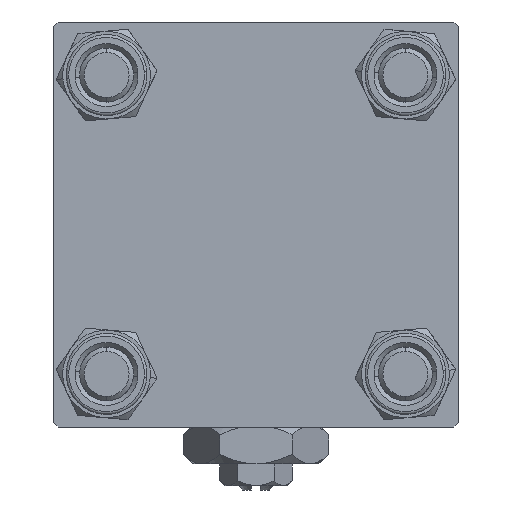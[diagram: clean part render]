
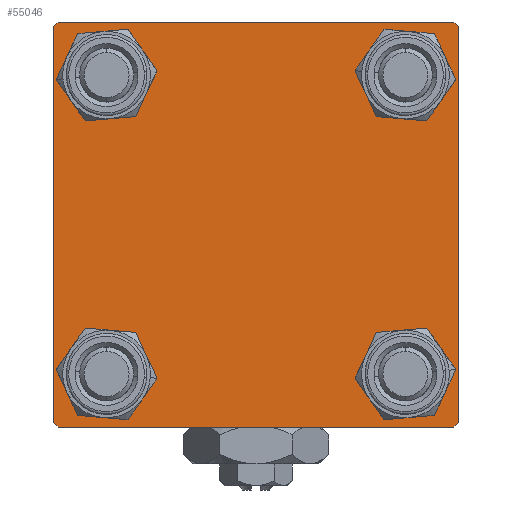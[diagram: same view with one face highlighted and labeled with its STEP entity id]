
A CAD part, left-side view. The second image highlights one B-rep face of the part: STEP entity #55046.
In plain terms, the highlighted planar face has unit normal (-1, 0, 0).
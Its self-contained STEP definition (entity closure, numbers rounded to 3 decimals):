
#889 = ORIENTED_EDGE ( 'NONE', *, *, #46094, .T. ) ;
#1087 = CARTESIAN_POINT ( 'NONE',  ( 0., -16.6, 16.6 ) ) ;
#1293 = EDGE_LOOP ( 'NONE', ( #51014, #49394 ) ) ;
#1997 = VERTEX_POINT ( 'NONE', #33306 ) ;
#2181 = CARTESIAN_POINT ( 'NONE',  ( 0., -16.6, -16.6 ) ) ;
#2217 = CARTESIAN_POINT ( 'NONE',  ( 0., 22.5, 22.5 ) ) ;
#2360 = EDGE_CURVE ( 'NONE', #15668, #56965, #39784, .T. ) ;
#2485 = DIRECTION ( 'NONE',  ( 1., 0., 0. ) ) ;
#2560 = DIRECTION ( 'NONE',  ( 0., 0.707, -0.707 ) ) ;
#2670 = AXIS2_PLACEMENT_3D ( 'NONE', #34129, #26514, #13427 ) ;
#2980 = EDGE_CURVE ( 'NONE', #54716, #39545, #32707, .T. ) ;
#3222 = ORIENTED_EDGE ( 'NONE', *, *, #5377, .T. ) ;
#3337 = ORIENTED_EDGE ( 'NONE', *, *, #18085, .F. ) ;
#3718 = CARTESIAN_POINT ( 'NONE',  ( 0., 22.5, -22.5 ) ) ;
#3820 = CARTESIAN_POINT ( 'NONE',  ( 0., 16.6, -16.6 ) ) ;
#4717 = DIRECTION ( 'NONE',  ( 1., 0., 0. ) ) ;
#4893 = LINE ( 'NONE', #55582, #7057 ) ;
#5377 = EDGE_CURVE ( 'NONE', #56965, #21337, #45309, .T. ) ;
#5977 = DIRECTION ( 'NONE',  ( 0., 0., -1. ) ) ;
#6325 = CARTESIAN_POINT ( 'NONE',  ( 0., -22.25, 22.25 ) ) ;
#7057 = VECTOR ( 'NONE', #51340, 1000. ) ;
#7849 = CIRCLE ( 'NONE', #35040, 3.5 ) ;
#7878 = CARTESIAN_POINT ( 'NONE',  ( 0., -16.6, -13.1 ) ) ;
#7969 = CARTESIAN_POINT ( 'NONE',  ( 0., 16.6, 20.1 ) ) ;
#8220 = CARTESIAN_POINT ( 'NONE',  ( 0., -22.5, 22. ) ) ;
#8320 = DIRECTION ( 'NONE',  ( 0., 0., -1. ) ) ;
#9289 = CARTESIAN_POINT ( 'NONE',  ( 0., -16.6, 16.6 ) ) ;
#9414 = CARTESIAN_POINT ( 'NONE',  ( 0., 16.6, -13.1 ) ) ;
#9605 = EDGE_CURVE ( 'NONE', #39545, #54716, #41670, .T. ) ;
#10898 = VERTEX_POINT ( 'NONE', #52961 ) ;
#13345 = DIRECTION ( 'NONE',  ( 0., -0.707, -0.707 ) ) ;
#13427 = DIRECTION ( 'NONE',  ( 0., 0., 1. ) ) ;
#13691 = VECTOR ( 'NONE', #8320, 1000. ) ;
#13821 = VERTEX_POINT ( 'NONE', #42686 ) ;
#14790 = AXIS2_PLACEMENT_3D ( 'NONE', #9289, #23868, #23566 ) ;
#15372 = LINE ( 'NONE', #15971, #27240 ) ;
#15668 = VERTEX_POINT ( 'NONE', #21782 ) ;
#15707 = ORIENTED_EDGE ( 'NONE', *, *, #20992, .T. ) ;
#15971 = CARTESIAN_POINT ( 'NONE',  ( 0., -22.5, 22.5 ) ) ;
#16157 = LINE ( 'NONE', #2217, #44911 ) ;
#18085 = EDGE_CURVE ( 'NONE', #24126, #20962, #15372, .T. ) ;
#18189 = FACE_BOUND ( 'NONE', #30302, .T. ) ;
#18411 = AXIS2_PLACEMENT_3D ( 'NONE', #1087, #4717, #19580 ) ;
#19083 = LINE ( 'NONE', #6325, #21236 ) ;
#19094 = FACE_OUTER_BOUND ( 'NONE', #58370, .T. ) ;
#19147 = CARTESIAN_POINT ( 'NONE',  ( 0., 22., 22.5 ) ) ;
#19390 = ORIENTED_EDGE ( 'NONE', *, *, #46894, .T. ) ;
#19428 = CIRCLE ( 'NONE', #18411, 3.5 ) ;
#19580 = DIRECTION ( 'NONE',  ( 0., 0., 1. ) ) ;
#20623 = DIRECTION ( 'NONE',  ( 1., 0., 0. ) ) ;
#20962 = VERTEX_POINT ( 'NONE', #34366 ) ;
#20992 = EDGE_CURVE ( 'NONE', #31668, #40217, #23409, .T. ) ;
#21236 = VECTOR ( 'NONE', #52772, 1000. ) ;
#21337 = VERTEX_POINT ( 'NONE', #56003 ) ;
#21482 = ORIENTED_EDGE ( 'NONE', *, *, #46668, .F. ) ;
#21782 = CARTESIAN_POINT ( 'NONE',  ( 0., 22.5, -22. ) ) ;
#22467 = CARTESIAN_POINT ( 'NONE',  ( 0., 22.25, -22.25 ) ) ;
#22505 = DIRECTION ( 'NONE',  ( 1., 0., 0. ) ) ;
#23243 = AXIS2_PLACEMENT_3D ( 'NONE', #25181, #20623, #30046 ) ;
#23353 = FACE_BOUND ( 'NONE', #1293, .T. ) ;
#23409 = CIRCLE ( 'NONE', #57341, 3.5 ) ;
#23566 = DIRECTION ( 'NONE',  ( 0., 0., 1. ) ) ;
#23868 = DIRECTION ( 'NONE',  ( 1., 0., 0. ) ) ;
#24126 = VERTEX_POINT ( 'NONE', #8220 ) ;
#25181 = CARTESIAN_POINT ( 'NONE',  ( 0., 16.6, -16.6 ) ) ;
#25237 = ORIENTED_EDGE ( 'NONE', *, *, #28891, .T. ) ;
#25942 = VECTOR ( 'NONE', #2560, 1000. ) ;
#26514 = DIRECTION ( 'NONE',  ( 1., 0., 0. ) ) ;
#26835 = DIRECTION ( 'NONE',  ( 1., 0., 0. ) ) ;
#27066 = DIRECTION ( 'NONE',  ( 0., 0., 1. ) ) ;
#27240 = VECTOR ( 'NONE', #5977, 1000. ) ;
#27896 = EDGE_CURVE ( 'NONE', #53675, #13821, #45315, .T. ) ;
#28536 = DIRECTION ( 'NONE',  ( 0., 0., 1. ) ) ;
#28891 = EDGE_CURVE ( 'NONE', #31506, #30792, #35037, .T. ) ;
#28948 = DIRECTION ( 'NONE',  ( 0., -1., 0. ) ) ;
#29563 = CARTESIAN_POINT ( 'NONE',  ( 0., 16.6, -20.1 ) ) ;
#30046 = DIRECTION ( 'NONE',  ( 0., 0., 1. ) ) ;
#30302 = EDGE_LOOP ( 'NONE', ( #42165, #39344 ) ) ;
#30792 = VERTEX_POINT ( 'NONE', #33725 ) ;
#31506 = VERTEX_POINT ( 'NONE', #19147 ) ;
#31668 = VERTEX_POINT ( 'NONE', #7878 ) ;
#31903 = EDGE_CURVE ( 'NONE', #24126, #44771, #19083, .T. ) ;
#32707 = CIRCLE ( 'NONE', #40453, 3.5 ) ;
#33306 = CARTESIAN_POINT ( 'NONE',  ( 0., -16.6, 20.1 ) ) ;
#33725 = CARTESIAN_POINT ( 'NONE',  ( 0., 22.5, 22. ) ) ;
#33790 = VECTOR ( 'NONE', #46492, 1000. ) ;
#34129 = CARTESIAN_POINT ( 'NONE',  ( 0., 16.6, 16.6 ) ) ;
#34366 = CARTESIAN_POINT ( 'NONE',  ( 0., -22.5, -22. ) ) ;
#35037 = LINE ( 'NONE', #44143, #25942 ) ;
#35040 = AXIS2_PLACEMENT_3D ( 'NONE', #54382, #22505, #27066 ) ;
#35530 = ORIENTED_EDGE ( 'NONE', *, *, #35866, .T. ) ;
#35866 = EDGE_CURVE ( 'NONE', #40217, #31668, #47566, .T. ) ;
#35954 = EDGE_LOOP ( 'NONE', ( #39714, #889 ) ) ;
#36103 = CIRCLE ( 'NONE', #14790, 3.5 ) ;
#36419 = DIRECTION ( 'NONE',  ( -1., 0., 0. ) ) ;
#39032 = EDGE_CURVE ( 'NONE', #1997, #10898, #19428, .T. ) ;
#39308 = CARTESIAN_POINT ( 'NONE',  ( 0., 22.5, 22.5 ) ) ;
#39344 = ORIENTED_EDGE ( 'NONE', *, *, #2980, .T. ) ;
#39454 = VECTOR ( 'NONE', #13345, 1000. ) ;
#39545 = VERTEX_POINT ( 'NONE', #9414 ) ;
#39714 = ORIENTED_EDGE ( 'NONE', *, *, #39032, .T. ) ;
#39784 = LINE ( 'NONE', #22467, #39454 ) ;
#40217 = VERTEX_POINT ( 'NONE', #58922 ) ;
#40453 = AXIS2_PLACEMENT_3D ( 'NONE', #3820, #40846, #59351 ) ;
#40846 = DIRECTION ( 'NONE',  ( 1., 0., 0. ) ) ;
#41670 = CIRCLE ( 'NONE', #23243, 3.5 ) ;
#42165 = ORIENTED_EDGE ( 'NONE', *, *, #9605, .T. ) ;
#42187 = PLANE ( 'NONE',  #53736 ) ;
#42447 = EDGE_CURVE ( 'NONE', #13821, #53675, #7849, .T. ) ;
#42686 = CARTESIAN_POINT ( 'NONE',  ( 0., 16.6, 13.1 ) ) ;
#43010 = EDGE_CURVE ( 'NONE', #30792, #15668, #49918, .T. ) ;
#44143 = CARTESIAN_POINT ( 'NONE',  ( 0., 22.25, 22.25 ) ) ;
#44771 = VERTEX_POINT ( 'NONE', #50047 ) ;
#44911 = VECTOR ( 'NONE', #28948, 1000. ) ;
#45309 = LINE ( 'NONE', #3718, #33790 ) ;
#45315 = CIRCLE ( 'NONE', #2670, 3.5 ) ;
#45353 = DIRECTION ( 'NONE',  ( 0., 0., 1. ) ) ;
#45818 = ORIENTED_EDGE ( 'NONE', *, *, #2360, .T. ) ;
#45834 = CARTESIAN_POINT ( 'NONE',  ( 0., 0., 0. ) ) ;
#46094 = EDGE_CURVE ( 'NONE', #10898, #1997, #36103, .T. ) ;
#46492 = DIRECTION ( 'NONE',  ( 0., -1., 0. ) ) ;
#46668 = EDGE_CURVE ( 'NONE', #31506, #44771, #16157, .T. ) ;
#46894 = EDGE_CURVE ( 'NONE', #21337, #20962, #4893, .T. ) ;
#47566 = CIRCLE ( 'NONE', #48507, 3.5 ) ;
#47721 = DIRECTION ( 'NONE',  ( 0., 0., 1. ) ) ;
#48507 = AXIS2_PLACEMENT_3D ( 'NONE', #58990, #26835, #45353 ) ;
#49394 = ORIENTED_EDGE ( 'NONE', *, *, #42447, .T. ) ;
#49918 = LINE ( 'NONE', #39308, #13691 ) ;
#50047 = CARTESIAN_POINT ( 'NONE',  ( 0., -22., 22.5 ) ) ;
#51014 = ORIENTED_EDGE ( 'NONE', *, *, #27896, .T. ) ;
#51340 = DIRECTION ( 'NONE',  ( 0., -0.707, 0.707 ) ) ;
#52772 = DIRECTION ( 'NONE',  ( 0., 0.707, 0.707 ) ) ;
#52961 = CARTESIAN_POINT ( 'NONE',  ( 0., -16.6, 13.1 ) ) ;
#53068 = ORIENTED_EDGE ( 'NONE', *, *, #43010, .T. ) ;
#53103 = CARTESIAN_POINT ( 'NONE',  ( 0., 22., -22.5 ) ) ;
#53675 = VERTEX_POINT ( 'NONE', #7969 ) ;
#53736 = AXIS2_PLACEMENT_3D ( 'NONE', #45834, #36419, #28536 ) ;
#53775 = ORIENTED_EDGE ( 'NONE', *, *, #31903, .T. ) ;
#54382 = CARTESIAN_POINT ( 'NONE',  ( 0., 16.6, 16.6 ) ) ;
#54716 = VERTEX_POINT ( 'NONE', #29563 ) ;
#55046 = ADVANCED_FACE ( 'NONE', ( #56126, #59775, #18189, #23353, #19094 ), #42187, .T. ) ;
#55582 = CARTESIAN_POINT ( 'NONE',  ( 0., -22.25, -22.25 ) ) ;
#56003 = CARTESIAN_POINT ( 'NONE',  ( 0., -22., -22.5 ) ) ;
#56126 = FACE_BOUND ( 'NONE', #35954, .T. ) ;
#56965 = VERTEX_POINT ( 'NONE', #53103 ) ;
#57341 = AXIS2_PLACEMENT_3D ( 'NONE', #2181, #2485, #47721 ) ;
#58370 = EDGE_LOOP ( 'NONE', ( #53068, #45818, #3222, #19390, #3337, #53775, #21482, #25237 ) ) ;
#58922 = CARTESIAN_POINT ( 'NONE',  ( 0., -16.6, -20.1 ) ) ;
#58990 = CARTESIAN_POINT ( 'NONE',  ( 0., -16.6, -16.6 ) ) ;
#59311 = EDGE_LOOP ( 'NONE', ( #15707, #35530 ) ) ;
#59351 = DIRECTION ( 'NONE',  ( 0., 0., 1. ) ) ;
#59775 = FACE_BOUND ( 'NONE', #59311, .T. ) ;
